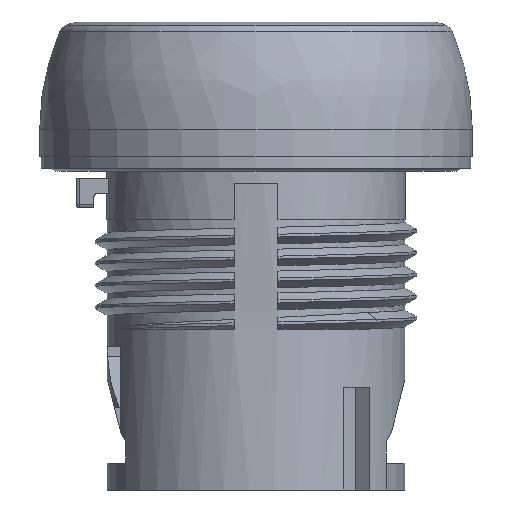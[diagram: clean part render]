
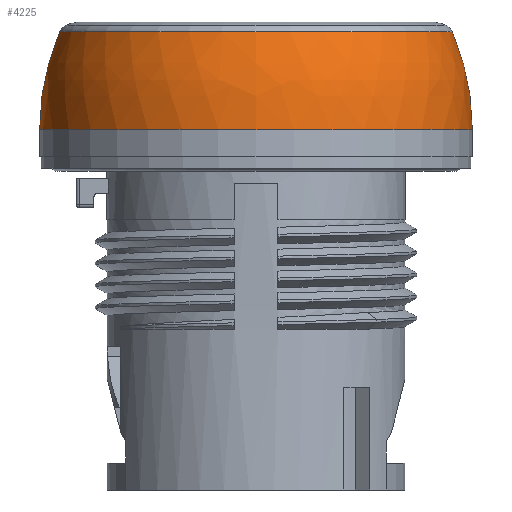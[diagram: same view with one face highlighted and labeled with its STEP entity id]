
A CAD part, left-side view. The second image highlights one B-rep face of the part: STEP entity #4225.
In plain terms, the highlighted free-form (B-spline) face has degree [3, 3] with [7, 4] control points.
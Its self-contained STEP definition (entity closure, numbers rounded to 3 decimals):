
#2=CARTESIAN_POINT('',(0.,-2.2,2.661));
#3=DIRECTION('',(-1.,0.,0.));
#4=DIRECTION('',(0.,0.919,0.394));
#5=AXIS2_PLACEMENT_3D('',#2,#3,#4);
#12=CARTESIAN_POINT('',(0.,2.2,2.661));
#13=DIRECTION('',(1.,0.,0.));
#14=DIRECTION('',(0.,-0.919,0.394));
#15=AXIS2_PLACEMENT_3D('',#12,#13,#14);
#32=CARTESIAN_POINT('',(0.,0.,9.365));
#33=DIRECTION('',(0.,0.,-1.));
#34=DIRECTION('',(0.,-1.,0.));
#35=AXIS2_PLACEMENT_3D('',#32,#33,#34);
#47=CARTESIAN_POINT('',(0.,0.,2.661));
#48=DIRECTION('',(0.,0.,1.));
#49=DIRECTION('',(0.,1.,0.));
#50=AXIS2_PLACEMENT_3D('',#47,#48,#49);
#4063=CARTESIAN_POINT('',(0.,-13.422,
9.365));
#4064=CARTESIAN_POINT('',(0.,13.422,9.365));
#4065=VERTEX_POINT('',#4063);
#4066=VERTEX_POINT('',#4064);
#4071=CARTESIAN_POINT('',(0.,14.8,2.661));
#4072=VERTEX_POINT('',#4071);
#4073=CARTESIAN_POINT('',(0.,-14.8,2.661));
#4074=VERTEX_POINT('',#4073);
#4189=CARTESIAN_POINT('',(0.929,14.77,2.523));
#4190=CARTESIAN_POINT('',(0.93,14.79,4.93));
#4191=CARTESIAN_POINT('',(0.9,14.306,7.288));
#4192=CARTESIAN_POINT('',(0.839,13.341,9.492));
#4193=CARTESIAN_POINT('',(-8.16,15.342,2.523));
#4194=CARTESIAN_POINT('',(-8.171,15.362,4.93));
#4195=CARTESIAN_POINT('',(-7.904,14.86,7.288));
#4196=CARTESIAN_POINT('',(-7.371,13.857,9.492));
#4197=CARTESIAN_POINT('',(-14.799,9.108,2.523));
#4198=CARTESIAN_POINT('',(-14.819,9.12,4.93));
#4199=CARTESIAN_POINT('',(-14.334,8.821,7.288));
#4200=CARTESIAN_POINT('',(-13.367,8.226,9.492));
#4201=CARTESIAN_POINT('',(-14.799,0.,2.523));
#4202=CARTESIAN_POINT('',(-14.819,0.,4.93));
#4203=CARTESIAN_POINT('',(-14.334,0.,7.288));
#4204=CARTESIAN_POINT('',(-13.367,0.,9.492));
#4205=CARTESIAN_POINT('',(-14.799,-9.108,
2.523));
#4206=CARTESIAN_POINT('',(-14.819,-9.12,
4.93));
#4207=CARTESIAN_POINT('',(-14.334,-8.821,
7.288));
#4208=CARTESIAN_POINT('',(-13.367,-8.226,
9.492));
#4209=CARTESIAN_POINT('',(-8.16,-15.342,
2.523));
#4210=CARTESIAN_POINT('',(-8.171,-15.362,
4.93));
#4211=CARTESIAN_POINT('',(-7.904,-14.86,
7.288));
#4212=CARTESIAN_POINT('',(-7.371,-13.857,
9.492));
#4213=CARTESIAN_POINT('',(0.929,-14.77,
2.523));
#4214=CARTESIAN_POINT('',(0.93,-14.79,
4.93));
#4215=CARTESIAN_POINT('',(0.9,-14.306,
7.288));
#4216=CARTESIAN_POINT('',(0.839,-13.341,
9.492));
#4217=(BOUNDED_SURFACE()B_SPLINE_SURFACE(3,3,((#4189,#4190,#4191,#4192),(#4193,
#4194,#4195,#4196),(#4197,#4198,#4199,#4200),(#4201,#4202,#4203,#4204),(#4205,
#4206,#4207,#4208),(#4209,#4210,#4211,#4212),(#4213,#4214,#4215,#4216)),
.UNSPECIFIED.,.F.,.F.,.F.)B_SPLINE_SURFACE_WITH_KNOTS((4,3,4),(4,4),(0.,1.,
2.),(0.,1.),.UNSPECIFIED.)GEOMETRIC_REPRESENTATION_ITEM()RATIONAL_B_SPLINE_SURFACE(((1.201,1.183,1.183,1.201),(
0.948,0.934,0.934,0.948),(
0.948,0.934,0.934,0.948),(
1.201,1.183,1.183,1.201),(
0.948,0.934,0.934,0.948),(
0.948,0.934,0.934,0.948),(
1.201,1.183,1.183,1.201)))REPRESENTATION_ITEM('')SURFACE());
#4218=ORIENTED_EDGE('',*,*,#4180,.F.);
#4219=ORIENTED_EDGE('',*,*,#4155,.T.);
#4221=ORIENTED_EDGE('',*,*,#4220,.F.);
#4222=ORIENTED_EDGE('',*,*,#4152,.F.);
#4223=EDGE_LOOP('',(#4218,#4219,#4221,#4222));
#4224=FACE_OUTER_BOUND('',#4223,.F.);
#4225=ADVANCED_FACE('',(#4224),#4217,.T.);
#6=CIRCLE('',#5,17.);
#16=CIRCLE('',#15,17.);
#36=CIRCLE('',#35,13.422);
#51=CIRCLE('',#50,14.8);
#4152=EDGE_CURVE('',#4066,#4072,#6,.T.);
#4155=EDGE_CURVE('',#4065,#4074,#16,.T.);
#4180=EDGE_CURVE('',#4065,#4066,#36,.T.);
#4220=EDGE_CURVE('',#4072,#4074,#51,.T.);
